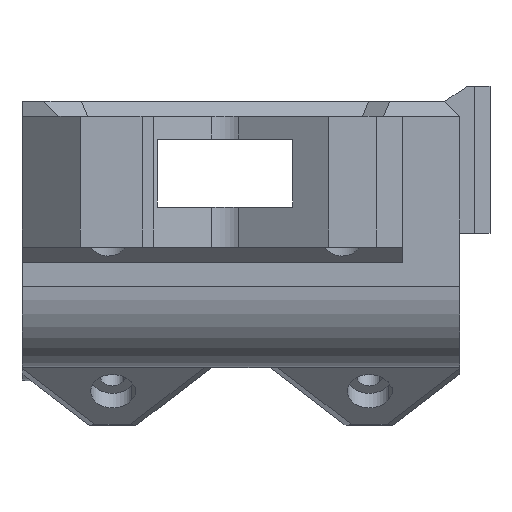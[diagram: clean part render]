
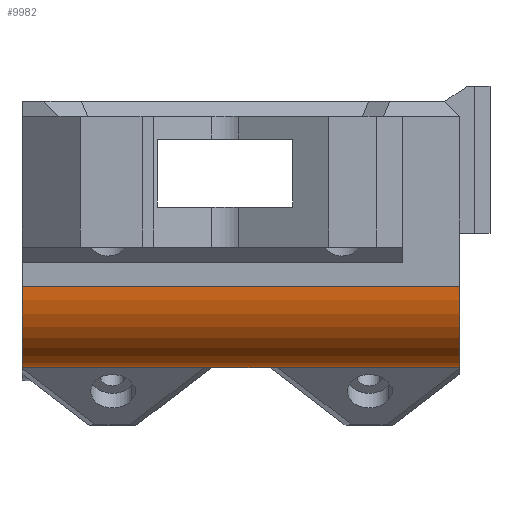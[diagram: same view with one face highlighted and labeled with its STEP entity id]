
A CAD part, left-side view. The second image highlights one B-rep face of the part: STEP entity #9982.
In plain terms, the highlighted cylindrical face has radius 10.765 mm (diameter 21.53 mm), a partial arc.
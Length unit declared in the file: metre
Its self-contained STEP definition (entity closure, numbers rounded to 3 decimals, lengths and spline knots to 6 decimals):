
#177=ELLIPSE('',#10620,0.02153,0.010765);
#178=ELLIPSE('',#10621,0.015224,0.010765);
#179=ELLIPSE('',#10622,0.015224,0.010765);
#180=ELLIPSE('',#10623,0.02153,0.010765);
#227=CIRCLE('',#10618,0.010765);
#228=CIRCLE('',#10619,0.010765);
#291=CYLINDRICAL_SURFACE('',#10617,0.010765);
#590=LINE('',#14309,#1702);
#592=LINE('',#14313,#1704);
#593=LINE('',#14318,#1705);
#594=LINE('',#14325,#1706);
#1702=VECTOR('',#11546,1.);
#1704=VECTOR('',#11550,1.);
#1705=VECTOR('',#11553,1.);
#1706=VECTOR('',#11560,1.);
#3030=ORIENTED_EDGE('',*,*,#5939,.F.);
#3031=ORIENTED_EDGE('',*,*,#5940,.T.);
#3032=ORIENTED_EDGE('',*,*,#5941,.F.);
#3033=ORIENTED_EDGE('',*,*,#5942,.F.);
#3034=ORIENTED_EDGE('',*,*,#5937,.F.);
#3035=ORIENTED_EDGE('',*,*,#5943,.F.);
#3036=ORIENTED_EDGE('',*,*,#5944,.F.);
#3037=ORIENTED_EDGE('',*,*,#5945,.F.);
#3038=ORIENTED_EDGE('',*,*,#5946,.F.);
#3039=ORIENTED_EDGE('',*,*,#5947,.F.);
#5937=EDGE_CURVE('',#7389,#7390,#590,.T.);
#5939=EDGE_CURVE('',#7391,#7392,#592,.T.);
#5940=EDGE_CURVE('',#7391,#7393,#227,.T.);
#5941=EDGE_CURVE('',#7394,#7393,#593,.T.);
#5942=EDGE_CURVE('',#7390,#7394,#228,.T.);
#5943=EDGE_CURVE('',#7395,#7389,#177,.T.);
#5944=EDGE_CURVE('',#7396,#7395,#178,.T.);
#5945=EDGE_CURVE('',#7397,#7396,#594,.T.);
#5946=EDGE_CURVE('',#7398,#7397,#179,.T.);
#5947=EDGE_CURVE('',#7392,#7398,#180,.T.);
#7389=VERTEX_POINT('',#14308);
#7390=VERTEX_POINT('',#14310);
#7391=VERTEX_POINT('',#14314);
#7392=VERTEX_POINT('',#14315);
#7393=VERTEX_POINT('',#14317);
#7394=VERTEX_POINT('',#14319);
#7395=VERTEX_POINT('',#14322);
#7396=VERTEX_POINT('',#14324);
#7397=VERTEX_POINT('',#14326);
#7398=VERTEX_POINT('',#14328);
#8367=EDGE_LOOP('',(#3030,#3031,#3032,#3033,#3034,#3035,#3036,#3037,#3038,
#3039));
#8989=FACE_BOUND('',#8367,.T.);
#9982=ADVANCED_FACE('',(#8989),#291,.T.);
#10617=AXIS2_PLACEMENT_3D('',#14312,#11548,#11549);
#10618=AXIS2_PLACEMENT_3D('',#14316,#11551,#11552);
#10619=AXIS2_PLACEMENT_3D('',#14320,#11554,#11555);
#10620=AXIS2_PLACEMENT_3D('',#14321,#11556,#11557);
#10621=AXIS2_PLACEMENT_3D('',#14323,#11558,#11559);
#10622=AXIS2_PLACEMENT_3D('',#14327,#11561,#11562);
#10623=AXIS2_PLACEMENT_3D('',#14329,#11563,#11564);
#11546=DIRECTION('',(0.,1.,0.));
#11548=DIRECTION('',(0.,1.,0.));
#11549=DIRECTION('',(1.,0.,0.));
#11550=DIRECTION('',(0.,1.,0.));
#11551=DIRECTION('',(0.,1.,0.));
#11552=DIRECTION('',(1.,0.,0.));
#11553=DIRECTION('',(0.,-1.,0.));
#11554=DIRECTION('',(0.,1.,0.));
#11555=DIRECTION('',(1.,0.,0.));
#11556=DIRECTION('',(0.219,0.5,0.838));
#11557=DIRECTION('',(0.126,-0.866,0.484));
#11558=DIRECTION('',(-0.456,0.707,0.541));
#11559=DIRECTION('',(0.456,0.707,-0.541));
#11560=DIRECTION('',(0.,1.,0.));
#11561=DIRECTION('',(-0.456,-0.707,0.541));
#11562=DIRECTION('',(0.456,-0.707,-0.541));
#11563=DIRECTION('',(0.219,-0.5,0.838));
#11564=DIRECTION('',(0.126,0.866,0.484));
#14308=CARTESIAN_POINT('',(0.052527,0.202739,0.331025));
#14309=CARTESIAN_POINT('',(0.052527,0.22691,0.331025));
#14310=CARTESIAN_POINT('',(0.052527,0.22691,0.331025));
#14312=CARTESIAN_POINT('',(0.05261,0.22691,0.34179));
#14313=CARTESIAN_POINT('',(0.052527,0.22691,0.331025));
#14314=CARTESIAN_POINT('',(0.052527,0.16891,0.331025));
#14315=CARTESIAN_POINT('',(0.052527,0.193081,0.331025));
#14316=CARTESIAN_POINT('',(0.05261,0.16891,0.34179));
#14317=CARTESIAN_POINT('',(0.041845,0.16891,0.34179));
#14318=CARTESIAN_POINT('',(0.041845,0.22691,0.34179));
#14319=CARTESIAN_POINT('',(0.041845,0.22691,0.34179));
#14320=CARTESIAN_POINT('',(0.05261,0.22691,0.34179));
#14321=CARTESIAN_POINT('',(0.05261,0.184661,0.34179));
#14322=CARTESIAN_POINT('',(0.054595,0.201527,0.33121));
#14323=CARTESIAN_POINT('',(0.05261,0.192157,0.34179));
#14324=CARTESIAN_POINT('',(0.059157,0.20291,0.333245));
#14325=CARTESIAN_POINT('',(0.059157,0.22691,0.333245));
#14326=CARTESIAN_POINT('',(0.059157,0.19291,0.333245));
#14327=CARTESIAN_POINT('',(0.05261,0.203663,0.34179));
#14328=CARTESIAN_POINT('',(0.054595,0.194293,0.33121));
#14329=CARTESIAN_POINT('',(0.05261,0.211159,0.34179));
